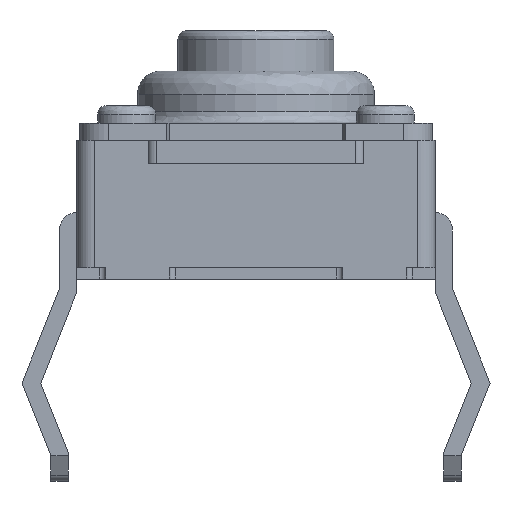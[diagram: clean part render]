
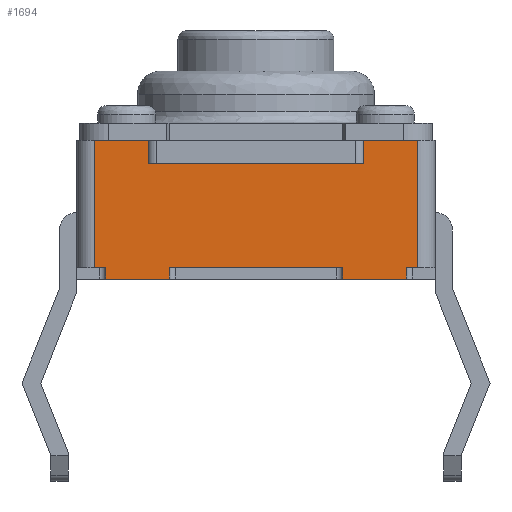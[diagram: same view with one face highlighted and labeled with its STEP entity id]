
A CAD part, front view. The second image highlights one B-rep face of the part: STEP entity #1694.
In plain terms, the highlighted planar face has unit normal (0, -1, 0).
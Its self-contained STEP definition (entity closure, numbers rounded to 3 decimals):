
#1234=VERTEX_POINT('NONE',#3572);
#1266=EDGE_CURVE('NONE',#1990,#2092,#3606,.T.);
#1380=VERTEX_POINT('NONE',#3730);
#1606=VERTEX_POINT('NONE',#3975);
#1672=EDGE_CURVE('NONE',#3374,#2422,#4049,.T.);
#1694=ADVANCED_FACE('NONE',(#4073),#4074,.F.);
#1776=VERTEX_POINT('NONE',#4164);
#1850=VERTEX_POINT('NONE',#4243);
#1862=EDGE_CURVE('NONE',#3228,#2610,#4255,.T.);
#1868=EDGE_CURVE('NONE',#1606,#2092,#4263,.T.);
#1888=EDGE_CURVE('NONE',#1234,#2840,#4286,.T.);
#1990=VERTEX_POINT('NONE',#4397);
#1992=EDGE_CURVE('NONE',#2422,#1776,#4399,.T.);
#2054=VERTEX_POINT('NONE',#4469);
#2092=VERTEX_POINT('NONE',#4509);
#2246=EDGE_CURVE('NONE',#1850,#3228,#4677,.T.);
#2258=EDGE_CURVE('NONE',#1776,#2054,#4689,.T.);
#2274=EDGE_CURVE('NONE',#1990,#1234,#4706,.T.);
#2422=VERTEX_POINT('NONE',#4865);
#2610=VERTEX_POINT('NONE',#5070);
#2730=EDGE_CURVE('NONE',#3374,#3128,#5201,.T.);
#2840=VERTEX_POINT('NONE',#5322);
#2860=EDGE_CURVE('NONE',#2610,#3346,#5344,.T.);
#2956=EDGE_CURVE('NONE',#2840,#1380,#5451,.T.);
#3128=VERTEX_POINT('NONE',#5650);
#3200=EDGE_CURVE('NONE',#1380,#3346,#5733,.T.);
#3228=VERTEX_POINT('NONE',#5765);
#3232=EDGE_CURVE('NONE',#1850,#2054,#5769,.T.);
#3316=EDGE_CURVE('NONE',#3128,#3458,#5857,.T.);
#3346=VERTEX_POINT('NONE',#5888);
#3364=EDGE_CURVE('NONE',#3458,#1606,#5909,.T.);
#3374=VERTEX_POINT('NONE',#5919);
#3458=VERTEX_POINT('NONE',#6005);
#3572=CARTESIAN_POINT('',(1.86,-3.1,2.4));
#3606=LINE('',#6219,#6220);
#3730=CARTESIAN_POINT('',(2.8,-3.1,0.2));
#3975=CARTESIAN_POINT('',(-1.86,-3.1,2.4));
#4049=LINE('',#6949,#6950);
#4073=FACE_OUTER_BOUND('',#6984,.T.);
#4074=PLANE('',#6985);
#4164=CARTESIAN_POINT('',(-1.5,-3.1,0.));
#4243=CARTESIAN_POINT('',(1.5,-3.1,0.2));
#4255=LINE('',#7279,#7280);
#4263=LINE('',#7289,#7290);
#4286=LINE('',#7320,#7321);
#4397=CARTESIAN_POINT('',(1.86,-3.1,2.0));
#4399=LINE('',#7473,#7474);
#4469=CARTESIAN_POINT('',(-1.5,-3.1,0.2));
#4509=CARTESIAN_POINT('',(-1.86,-3.1,2.));
#4677=LINE('',#7968,#7969);
#4689=LINE('',#7986,#7987);
#4706=LINE('',#8009,#8010);
#4865=CARTESIAN_POINT('',(-2.6,-3.1,0.));
#5070=CARTESIAN_POINT('',(2.6,-3.1,0.));
#5201=LINE('',#8857,#8858);
#5322=CARTESIAN_POINT('',(2.8,-3.1,2.4));
#5344=LINE('',#9086,#9087);
#5451=LINE('',#9293,#9294);
#5650=CARTESIAN_POINT('',(-2.8,-3.1,0.2));
#5733=LINE('',#9680,#9681);
#5765=CARTESIAN_POINT('',(1.5,-3.1,0.));
#5769=LINE('',#9751,#9752);
#5857=LINE('',#9888,#9889);
#5888=CARTESIAN_POINT('',(2.6,-3.1,0.2));
#5909=LINE('',#9961,#9962);
#5919=CARTESIAN_POINT('',(-2.6,-3.1,0.2));
#6005=CARTESIAN_POINT('',(-2.8,-3.1,2.4));
#6219=CARTESIAN_POINT('',(-4.074,-3.1,2.));
#6220=VECTOR('',#10264,1000.0);
#6949=CARTESIAN_POINT('',(-2.6,-3.1,0.2));
#6950=VECTOR('',#10722,1000.0);
#6984=EDGE_LOOP('',(#10751,#10752,#10753,#10754,#10755,#10756,#10757,#10758,#10759,#10760,#10761,#10762,#10763,#10764,#10765,#10766));
#6985=AXIS2_PLACEMENT_3D('',#10767,#10768,#10769);
#7279=CARTESIAN_POINT('',(-3.1,-3.1,0.));
#7280=VECTOR('',#10942,1000.0);
#7289=CARTESIAN_POINT('',(-1.86,-3.1,2.4));
#7290=VECTOR('',#10965,1000.0);
#7320=CARTESIAN_POINT('',(-3.1,-3.1,2.4));
#7321=VECTOR('',#10998,1000.0);
#7473=CARTESIAN_POINT('',(-3.1,-3.1,0.));
#7474=VECTOR('',#11124,1000.0);
#7968=CARTESIAN_POINT('',(1.5,-3.1,0.2));
#7969=VECTOR('',#11428,1000.0);
#7986=CARTESIAN_POINT('',(-1.5,-3.1,0.2));
#7987=VECTOR('',#11431,1000.0);
#8009=CARTESIAN_POINT('',(1.86,-3.1,2.4));
#8010=VECTOR('',#11442,1000.0);
#8857=CARTESIAN_POINT('',(-2.6,-3.1,0.2));
#8858=VECTOR('',#11997,1000.0);
#9086=CARTESIAN_POINT('',(2.6,-3.1,0.2));
#9087=VECTOR('',#12153,1000.0);
#9293=CARTESIAN_POINT('',(2.8,-3.1,2.4));
#9294=VECTOR('',#12281,1000.0);
#9680=CARTESIAN_POINT('',(2.6,-3.1,0.2));
#9681=VECTOR('',#12677,1000.0);
#9751=CARTESIAN_POINT('',(-3.1,-3.1,0.2));
#9752=VECTOR('',#12719,1000.0);
#9888=CARTESIAN_POINT('',(-2.8,-3.1,2.4));
#9889=VECTOR('',#12783,1000.0);
#9961=CARTESIAN_POINT('',(-3.1,-3.1,2.4));
#9962=VECTOR('',#12836,1000.0);
#10264=DIRECTION('',(-1.0,0.0,0.));
#10722=DIRECTION('',(0.,0.0,-1.0));
#10751=ORIENTED_EDGE('',*,*,#2258,.T.);
#10752=ORIENTED_EDGE('',*,*,#3232,.F.);
#10753=ORIENTED_EDGE('',*,*,#2246,.T.);
#10754=ORIENTED_EDGE('',*,*,#1862,.T.);
#10755=ORIENTED_EDGE('',*,*,#2860,.T.);
#10756=ORIENTED_EDGE('',*,*,#3200,.F.);
#10757=ORIENTED_EDGE('',*,*,#2956,.F.);
#10758=ORIENTED_EDGE('',*,*,#1888,.F.);
#10759=ORIENTED_EDGE('',*,*,#2274,.F.);
#10760=ORIENTED_EDGE('',*,*,#1266,.T.);
#10761=ORIENTED_EDGE('',*,*,#1868,.F.);
#10762=ORIENTED_EDGE('',*,*,#3364,.F.);
#10763=ORIENTED_EDGE('',*,*,#3316,.F.);
#10764=ORIENTED_EDGE('',*,*,#2730,.F.);
#10765=ORIENTED_EDGE('',*,*,#1672,.T.);
#10766=ORIENTED_EDGE('',*,*,#1992,.T.);
#10767=CARTESIAN_POINT('',(-3.1,-3.1,2.4));
#10768=DIRECTION('',(0.,1.0,0.));
#10769=DIRECTION('',(1.0,0.0,0.));
#10942=DIRECTION('',(1.0,0.0,0.));
#10965=DIRECTION('',(-0.0,0.,-1.0));
#10998=DIRECTION('',(1.0,0.,0.));
#11124=DIRECTION('',(1.0,0.0,0.));
#11428=DIRECTION('',(0.,0.0,-1.0));
#11431=DIRECTION('',(0.,0.0,1.0));
#11442=DIRECTION('',(0.0,0.,1.0));
#11997=DIRECTION('',(-1.0,0.0,0.));
#12153=DIRECTION('',(0.,0.0,1.0));
#12281=DIRECTION('',(-0.0,0.,-1.0));
#12677=DIRECTION('',(-1.0,0.0,0.));
#12719=DIRECTION('',(-1.0,0.,0.));
#12783=DIRECTION('',(0.0,0.,1.0));
#12836=DIRECTION('',(1.0,0.,0.));
